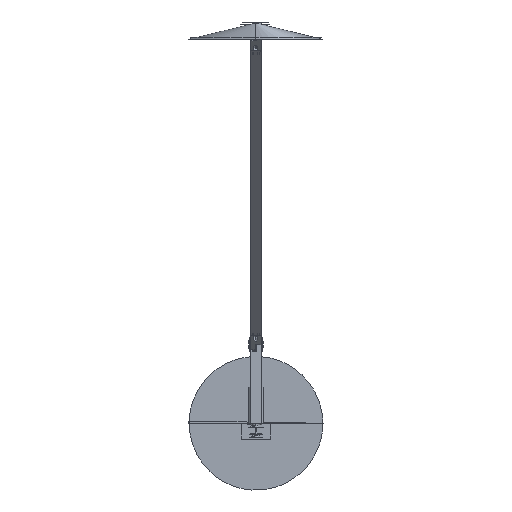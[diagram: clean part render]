
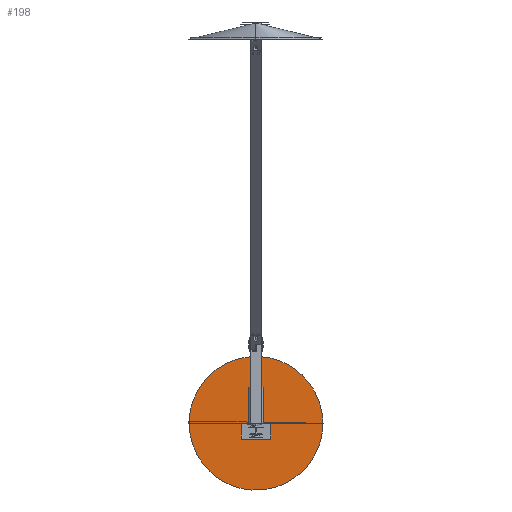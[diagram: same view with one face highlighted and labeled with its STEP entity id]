
A CAD part, left-side view. The second image highlights one B-rep face of the part: STEP entity #198.
In plain terms, the highlighted planar face has unit normal (-1, 0, 0).
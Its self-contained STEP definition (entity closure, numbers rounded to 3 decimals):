
#198=ADVANCED_FACE($,(#580),#4876,.T.);
#580=FACE_OUTER_BOUND($,#964,.T.);
#964=EDGE_LOOP($,(#1436,#1437));
#1436=ORIENTED_EDGE($,*,*,#3234,.T.);
#1437=ORIENTED_EDGE($,*,*,#3213,.T.);
#3213=EDGE_CURVE($,#4115,#4101,#5062,.T.);
#3234=EDGE_CURVE($,#4101,#4115,#5081,.T.);
#4101=VERTEX_POINT($,#7561);
#4115=VERTEX_POINT($,#7575);
#4876=PLANE($,#6498);
#5062=(
BOUNDED_CURVE()
B_SPLINE_CURVE(2,(#7241,#7242,#7243,#7244,#7245),.UNSPECIFIED.,.F.,.F.)
B_SPLINE_CURVE_WITH_KNOTS((3,2,3),(0.,78.228,156.456),
.UNSPECIFIED.)
CURVE()
GEOMETRIC_REPRESENTATION_ITEM()
RATIONAL_B_SPLINE_CURVE((1.,0.707,1.,0.707,1.))
REPRESENTATION_ITEM($)
);
#5081=(
BOUNDED_CURVE()
B_SPLINE_CURVE(2,(#7382,#7383,#7384,#7385,#7386),.UNSPECIFIED.,.F.,.F.)
B_SPLINE_CURVE_WITH_KNOTS((3,2,3),(156.456,234.683,312.911),
.UNSPECIFIED.)
CURVE()
GEOMETRIC_REPRESENTATION_ITEM()
RATIONAL_B_SPLINE_CURVE((1.,0.707,1.,0.707,1.))
REPRESENTATION_ITEM($)
);
#6498=AXIS2_PLACEMENT_3D($,#7387,#6678,$);
#6678=DIRECTION($,(-1.,0.,0.));
#7241=CARTESIAN_POINT($,(84.434,-27.998,12.95));
#7242=CARTESIAN_POINT($,(84.434,-27.998,62.751));
#7243=CARTESIAN_POINT($,(84.434,21.803,62.751));
#7244=CARTESIAN_POINT($,(84.434,71.604,62.751));
#7245=CARTESIAN_POINT($,(84.434,71.604,12.95));
#7382=CARTESIAN_POINT($,(84.434,71.604,12.95));
#7383=CARTESIAN_POINT($,(84.434,71.604,-36.851));
#7384=CARTESIAN_POINT($,(84.434,21.803,-36.851));
#7385=CARTESIAN_POINT($,(84.434,-27.998,-36.851));
#7386=CARTESIAN_POINT($,(84.434,-27.998,12.95));
#7387=CARTESIAN_POINT($,(84.434,-27.998,-36.851));
#7561=CARTESIAN_POINT($,(84.434,71.604,12.95));
#7575=CARTESIAN_POINT($,(84.434,-27.998,12.95));
